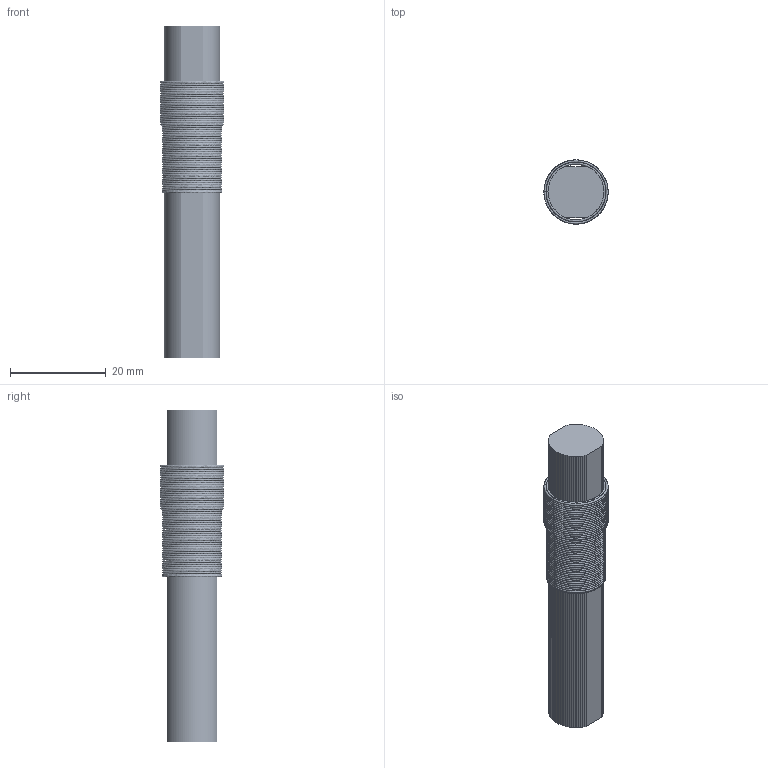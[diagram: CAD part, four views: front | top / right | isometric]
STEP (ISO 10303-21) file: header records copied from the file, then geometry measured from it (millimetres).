
FILE_DESCRIPTION(('FreeCAD Model'),'2;1');
FILE_NAME('Open CASCADE Shape Model','2025-05-05T07:27:40',('FreeCAD'),( 'FreeCAD'),'Open CASCADE STEP processor 7.6','FreeCAD','Unknown');
FILE_SCHEMA(('AUTOMOTIVE_DESIGN { 1 0 10303 214 1 1 1 1 }'));
Length unit declared in the file: millimetre
Products named in the file (1): Open CASCADE STEP translator 7.6 1
Bounding box: 13.44 x 13.44 x 69.53 mm (x, y, z)
Volume: 7578.9 mm3; surface area: 6741.4 mm2
Topology: 72 solids, 72 shells, 311 faces, 501 edges, 263 vertices
Faces by surface type: bspline 311
Entity records: 11738 total; most frequent: CARTESIAN_POINT 8210, ORIENTED_EDGE 1002, EDGE_CURVE 501, B_SPLINE_CURVE_WITH_KNOTS 359, VERTEX_POINT 334, ADVANCED_FACE 311, FACE_BOUND 311, EDGE_LOOP 311
